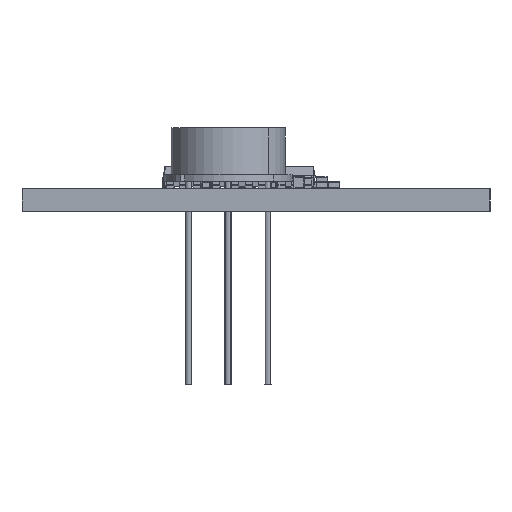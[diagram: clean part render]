
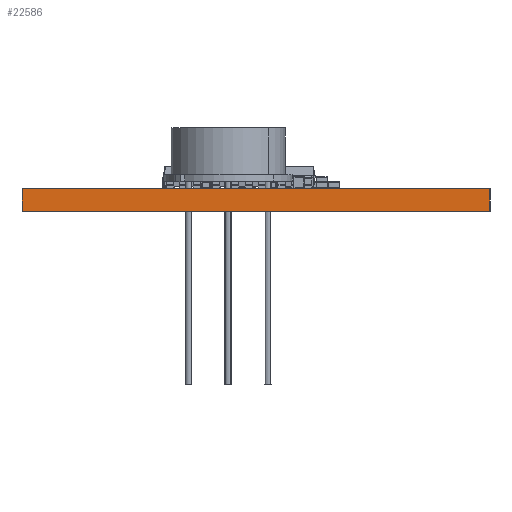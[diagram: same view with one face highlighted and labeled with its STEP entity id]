
A CAD part, left-side view. The second image highlights one B-rep face of the part: STEP entity #22586.
In plain terms, the highlighted planar face has unit normal (-1, 0, 0).
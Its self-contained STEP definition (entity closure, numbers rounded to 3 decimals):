
#22586 = ADVANCED_FACE('',(#22587),#22601,.T.);
#22587 = FACE_BOUND('',#22588,.T.);
#22588 = EDGE_LOOP('',(#22589,#22624,#22652,#22680));
#22589 = ORIENTED_EDGE('',*,*,#22590,.T.);
#22590 = EDGE_CURVE('',#22591,#22593,#22595,.T.);
#22591 = VERTEX_POINT('',#22592);
#22592 = CARTESIAN_POINT('',(84.22,-117.,0.));
#22593 = VERTEX_POINT('',#22594);
#22594 = CARTESIAN_POINT('',(84.22,-117.,1.6));
#22595 = SURFACE_CURVE('',#22596,(#22600,#22612),.PCURVE_S1.);
#22596 = LINE('',#22597,#22598);
#22597 = CARTESIAN_POINT('',(84.22,-117.,0.));
#22598 = VECTOR('',#22599,1.);
#22599 = DIRECTION('',(0.,0.,1.));
#22600 = PCURVE('',#22601,#22606);
#22601 = PLANE('',#22602);
#22602 = AXIS2_PLACEMENT_3D('',#22603,#22604,#22605);
#22603 = CARTESIAN_POINT('',(84.22,-117.,0.));
#22604 = DIRECTION('',(-1.,0.,0.));
#22605 = DIRECTION('',(0.,1.,0.));
#22606 = DEFINITIONAL_REPRESENTATION('',(#22607),#22611);
#22607 = LINE('',#22608,#22609);
#22608 = CARTESIAN_POINT('',(0.,0.));
#22609 = VECTOR('',#22610,1.);
#22610 = DIRECTION('',(0.,-1.));
#22611 = ( GEOMETRIC_REPRESENTATION_CONTEXT(2) 
PARAMETRIC_REPRESENTATION_CONTEXT() REPRESENTATION_CONTEXT('2D SPACE',''
  ) );
#22612 = PCURVE('',#22613,#22618);
#22613 = PLANE('',#22614);
#22614 = AXIS2_PLACEMENT_3D('',#22615,#22616,#22617);
#22615 = CARTESIAN_POINT('',(161.79,-117.,0.));
#22616 = DIRECTION('',(0.,-1.,0.));
#22617 = DIRECTION('',(-1.,0.,0.));
#22618 = DEFINITIONAL_REPRESENTATION('',(#22619),#22623);
#22619 = LINE('',#22620,#22621);
#22620 = CARTESIAN_POINT('',(77.57,0.));
#22621 = VECTOR('',#22622,1.);
#22622 = DIRECTION('',(0.,-1.));
#22623 = ( GEOMETRIC_REPRESENTATION_CONTEXT(2) 
PARAMETRIC_REPRESENTATION_CONTEXT() REPRESENTATION_CONTEXT('2D SPACE',''
  ) );
#22624 = ORIENTED_EDGE('',*,*,#22625,.T.);
#22625 = EDGE_CURVE('',#22593,#22626,#22628,.T.);
#22626 = VERTEX_POINT('',#22627);
#22627 = CARTESIAN_POINT('',(84.22,-83.6,1.6));
#22628 = SURFACE_CURVE('',#22629,(#22633,#22640),.PCURVE_S1.);
#22629 = LINE('',#22630,#22631);
#22630 = CARTESIAN_POINT('',(84.22,-117.,1.6));
#22631 = VECTOR('',#22632,1.);
#22632 = DIRECTION('',(0.,1.,0.));
#22633 = PCURVE('',#22601,#22634);
#22634 = DEFINITIONAL_REPRESENTATION('',(#22635),#22639);
#22635 = LINE('',#22636,#22637);
#22636 = CARTESIAN_POINT('',(0.,-1.6));
#22637 = VECTOR('',#22638,1.);
#22638 = DIRECTION('',(1.,0.));
#22639 = ( GEOMETRIC_REPRESENTATION_CONTEXT(2) 
PARAMETRIC_REPRESENTATION_CONTEXT() REPRESENTATION_CONTEXT('2D SPACE',''
  ) );
#22640 = PCURVE('',#22641,#22646);
#22641 = PLANE('',#22642);
#22642 = AXIS2_PLACEMENT_3D('',#22643,#22644,#22645);
#22643 = CARTESIAN_POINT('',(123.005,-100.3,1.6));
#22644 = DIRECTION('',(-0.,-0.,-1.));
#22645 = DIRECTION('',(-1.,0.,0.));
#22646 = DEFINITIONAL_REPRESENTATION('',(#22647),#22651);
#22647 = LINE('',#22648,#22649);
#22648 = CARTESIAN_POINT('',(38.785,-16.7));
#22649 = VECTOR('',#22650,1.);
#22650 = DIRECTION('',(0.,1.));
#22651 = ( GEOMETRIC_REPRESENTATION_CONTEXT(2) 
PARAMETRIC_REPRESENTATION_CONTEXT() REPRESENTATION_CONTEXT('2D SPACE',''
  ) );
#22652 = ORIENTED_EDGE('',*,*,#22653,.F.);
#22653 = EDGE_CURVE('',#22654,#22626,#22656,.T.);
#22654 = VERTEX_POINT('',#22655);
#22655 = CARTESIAN_POINT('',(84.22,-83.6,0.));
#22656 = SURFACE_CURVE('',#22657,(#22661,#22668),.PCURVE_S1.);
#22657 = LINE('',#22658,#22659);
#22658 = CARTESIAN_POINT('',(84.22,-83.6,0.));
#22659 = VECTOR('',#22660,1.);
#22660 = DIRECTION('',(0.,0.,1.));
#22661 = PCURVE('',#22601,#22662);
#22662 = DEFINITIONAL_REPRESENTATION('',(#22663),#22667);
#22663 = LINE('',#22664,#22665);
#22664 = CARTESIAN_POINT('',(33.4,0.));
#22665 = VECTOR('',#22666,1.);
#22666 = DIRECTION('',(0.,-1.));
#22667 = ( GEOMETRIC_REPRESENTATION_CONTEXT(2) 
PARAMETRIC_REPRESENTATION_CONTEXT() REPRESENTATION_CONTEXT('2D SPACE',''
  ) );
#22668 = PCURVE('',#22669,#22674);
#22669 = PLANE('',#22670);
#22670 = AXIS2_PLACEMENT_3D('',#22671,#22672,#22673);
#22671 = CARTESIAN_POINT('',(84.22,-83.6,0.));
#22672 = DIRECTION('',(0.,1.,0.));
#22673 = DIRECTION('',(1.,0.,0.));
#22674 = DEFINITIONAL_REPRESENTATION('',(#22675),#22679);
#22675 = LINE('',#22676,#22677);
#22676 = CARTESIAN_POINT('',(0.,0.));
#22677 = VECTOR('',#22678,1.);
#22678 = DIRECTION('',(0.,-1.));
#22679 = ( GEOMETRIC_REPRESENTATION_CONTEXT(2) 
PARAMETRIC_REPRESENTATION_CONTEXT() REPRESENTATION_CONTEXT('2D SPACE',''
  ) );
#22680 = ORIENTED_EDGE('',*,*,#22681,.F.);
#22681 = EDGE_CURVE('',#22591,#22654,#22682,.T.);
#22682 = SURFACE_CURVE('',#22683,(#22687,#22694),.PCURVE_S1.);
#22683 = LINE('',#22684,#22685);
#22684 = CARTESIAN_POINT('',(84.22,-117.,0.));
#22685 = VECTOR('',#22686,1.);
#22686 = DIRECTION('',(0.,1.,0.));
#22687 = PCURVE('',#22601,#22688);
#22688 = DEFINITIONAL_REPRESENTATION('',(#22689),#22693);
#22689 = LINE('',#22690,#22691);
#22690 = CARTESIAN_POINT('',(0.,0.));
#22691 = VECTOR('',#22692,1.);
#22692 = DIRECTION('',(1.,0.));
#22693 = ( GEOMETRIC_REPRESENTATION_CONTEXT(2) 
PARAMETRIC_REPRESENTATION_CONTEXT() REPRESENTATION_CONTEXT('2D SPACE',''
  ) );
#22694 = PCURVE('',#22695,#22700);
#22695 = PLANE('',#22696);
#22696 = AXIS2_PLACEMENT_3D('',#22697,#22698,#22699);
#22697 = CARTESIAN_POINT('',(123.005,-100.3,0.));
#22698 = DIRECTION('',(-0.,-0.,-1.));
#22699 = DIRECTION('',(-1.,0.,0.));
#22700 = DEFINITIONAL_REPRESENTATION('',(#22701),#22705);
#22701 = LINE('',#22702,#22703);
#22702 = CARTESIAN_POINT('',(38.785,-16.7));
#22703 = VECTOR('',#22704,1.);
#22704 = DIRECTION('',(0.,1.));
#22705 = ( GEOMETRIC_REPRESENTATION_CONTEXT(2) 
PARAMETRIC_REPRESENTATION_CONTEXT() REPRESENTATION_CONTEXT('2D SPACE',''
  ) );
